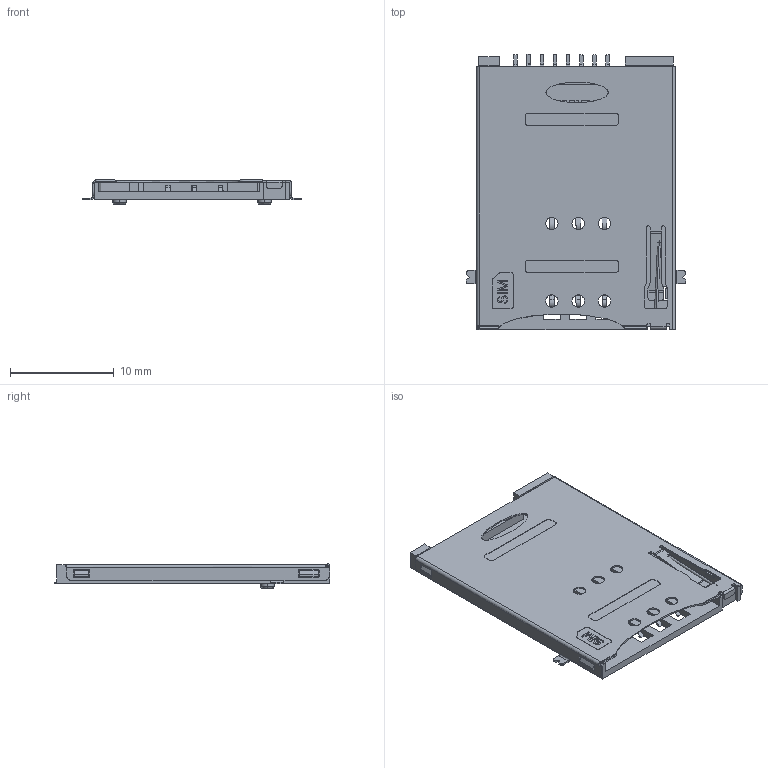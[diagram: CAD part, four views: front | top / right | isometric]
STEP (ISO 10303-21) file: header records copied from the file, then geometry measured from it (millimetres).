
FILE_DESCRIPTION (( 'STEP AP214' ), '1' );
FILE_NAME ('SIM-208Y.STEP', '2024-02-26T10:30:25', ( 'admin' ), ( '' ), 'SwSTEP 2.0', 'SolidWorks 2022', '' );
FILE_SCHEMA (( 'AUTOMOTIVE_DESIGN' ));
Length unit declared in the file: millimetre
Products named in the file (1): SIM-208Y
Bounding box: 21.2 x 26.57 x 2.38 mm (x, y, z)
Volume: 399.7 mm3; surface area: 2448.9 mm2
Topology: 11 solids, 11 shells, 843 faces, 2373 edges, 1572 vertices
Faces by surface type: bspline 843
Entity records: 28661 total; most frequent: CARTESIAN_POINT 9229, ORIENTED_EDGE 4746, DIRECTION 2754, EDGE_CURVE 2373, LINE 1764, VECTOR 1764, VERTEX_POINT 1572, EDGE_LOOP 917
